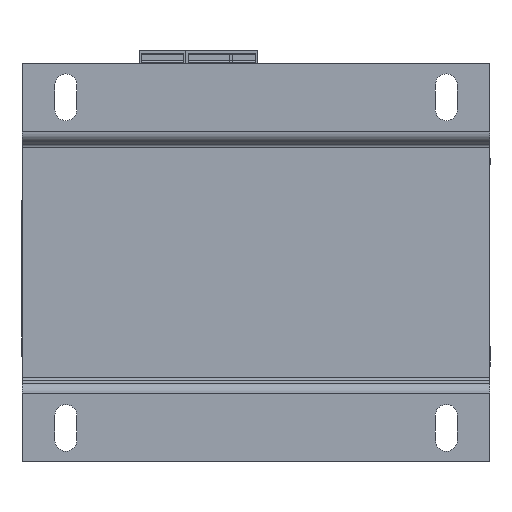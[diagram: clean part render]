
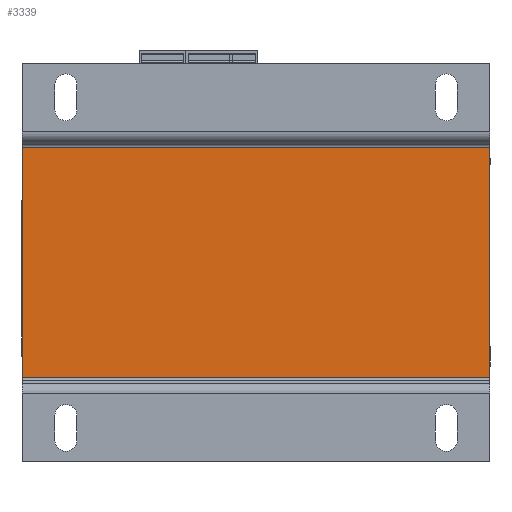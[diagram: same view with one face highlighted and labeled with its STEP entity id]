
A CAD part, front view. The second image highlights one B-rep face of the part: STEP entity #3339.
In plain terms, the highlighted planar face has unit normal (0, -1, 0).
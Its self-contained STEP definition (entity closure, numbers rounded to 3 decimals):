
#20 = VERTEX_POINT ( 'NONE', #15327 ) ;
#231 = LINE ( 'NONE', #4256, #3825 ) ;
#273 = DIRECTION ( 'NONE',  ( 0., 0., -1. ) ) ;
#642 = VECTOR ( 'NONE', #3832, 1000. ) ;
#1639 = EDGE_CURVE ( 'NONE', #5090, #20, #231, .T. ) ;
#2523 = DIRECTION ( 'NONE',  ( -1., 0., 0. ) ) ;
#2602 = EDGE_CURVE ( 'NONE', #20, #16357, #13855, .T. ) ;
#3339 = ADVANCED_FACE ( 'NONE', ( #8912 ), #9726, .F. ) ;
#3525 = CARTESIAN_POINT ( 'NONE',  ( 75., -65., 37. ) ) ;
#3825 = VECTOR ( 'NONE', #5627, 1000. ) ;
#3832 = DIRECTION ( 'NONE',  ( 0., 0., 1. ) ) ;
#4254 = EDGE_CURVE ( 'NONE', #6574, #5090, #14644, .T. ) ;
#4256 = CARTESIAN_POINT ( 'NONE',  ( 0., -65., -37. ) ) ;
#4569 = VECTOR ( 'NONE', #273, 1000. ) ;
#4737 = CARTESIAN_POINT ( 'NONE',  ( 75., -65., 63.75 ) ) ;
#4773 = ORIENTED_EDGE ( 'NONE', *, *, #1639, .F. ) ;
#5090 = VERTEX_POINT ( 'NONE', #5389 ) ;
#5389 = CARTESIAN_POINT ( 'NONE',  ( 75., -65., -37. ) ) ;
#5627 = DIRECTION ( 'NONE',  ( -1., 0., 0. ) ) ;
#6051 = ORIENTED_EDGE ( 'NONE', *, *, #4254, .F. ) ;
#6382 = AXIS2_PLACEMENT_3D ( 'NONE', #10940, #6923, #12603 ) ;
#6574 = VERTEX_POINT ( 'NONE', #3525 ) ;
#6923 = DIRECTION ( 'NONE',  ( 0., 1., 0. ) ) ;
#7039 = ORIENTED_EDGE ( 'NONE', *, *, #13284, .T. ) ;
#8912 = FACE_OUTER_BOUND ( 'NONE', #9865, .T. ) ;
#9726 = PLANE ( 'NONE',  #6382 ) ;
#9865 = EDGE_LOOP ( 'NONE', ( #4773, #6051, #7039, #11724 ) ) ;
#10805 = VECTOR ( 'NONE', #2523, 1000. ) ;
#10940 = CARTESIAN_POINT ( 'NONE',  ( 0., -65., 0. ) ) ;
#11462 = LINE ( 'NONE', #18318, #10805 ) ;
#11724 = ORIENTED_EDGE ( 'NONE', *, *, #2602, .F. ) ;
#12505 = CARTESIAN_POINT ( 'NONE',  ( -75., -65., 63.75 ) ) ;
#12603 = DIRECTION ( 'NONE',  ( 0., 0., -1. ) ) ;
#13284 = EDGE_CURVE ( 'NONE', #6574, #16357, #11462, .T. ) ;
#13855 = LINE ( 'NONE', #12505, #642 ) ;
#14644 = LINE ( 'NONE', #4737, #4569 ) ;
#15327 = CARTESIAN_POINT ( 'NONE',  ( -75., -65., -37. ) ) ;
#16357 = VERTEX_POINT ( 'NONE', #17449 ) ;
#17449 = CARTESIAN_POINT ( 'NONE',  ( -75., -65., 37. ) ) ;
#18318 = CARTESIAN_POINT ( 'NONE',  ( 0., -65., 37. ) ) ;
